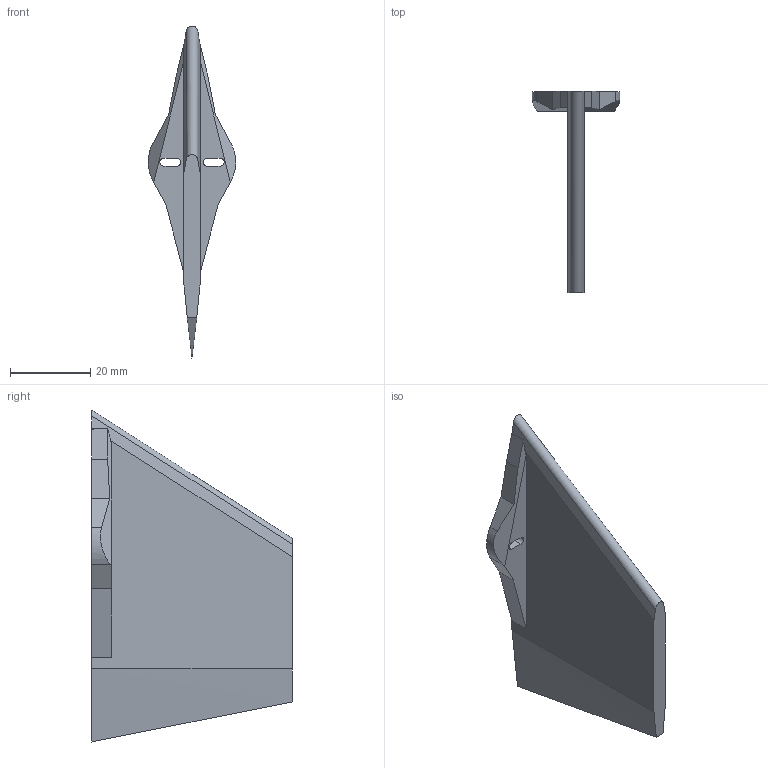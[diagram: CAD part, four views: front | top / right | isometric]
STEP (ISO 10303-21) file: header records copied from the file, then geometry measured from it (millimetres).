
FILE_DESCRIPTION(/* description */ (''),/* implementation_level */ '2;1');
FILE_NAME(/* name */ 'up_canard v19.step',/* time_stamp */ '2025-06-21T17:39:40+02:00',/* author */ (''),/* organization */ (''),/* preprocessor_version */ 'ST-DEVELOPER v20.1',/* originating_system */ 'Autodesk Translation Framework v14.10.0.0',/* authorisation */ '');
FILE_SCHEMA (('AUTOMOTIVE_DESIGN { 1 0 10303 214 3 1 1 }'));
Length unit declared in the file: millimetre
Products named in the file (1): product0
Bounding box: 21.77 x 50 x 82.64 mm (x, y, z)
Volume: 12619.3 mm3; surface area: 7977.2 mm2
Topology: 1 solids, 1 shells, 59 faces, 165 edges, 109 vertices
Faces by surface type: plane 40, cylinder 17, bspline 2
Entity records: 2017 total; most frequent: CARTESIAN_POINT 440, ORIENTED_EDGE 330, DIRECTION 307, EDGE_CURVE 165, LINE 123, VECTOR 123, VERTEX_POINT 109, AXIS2_PLACEMENT_3D 92
